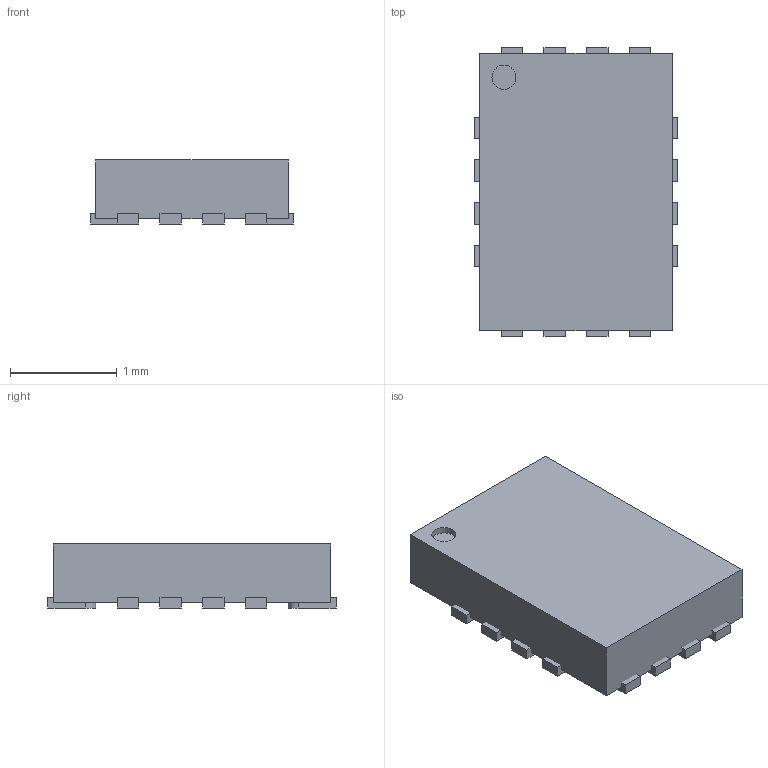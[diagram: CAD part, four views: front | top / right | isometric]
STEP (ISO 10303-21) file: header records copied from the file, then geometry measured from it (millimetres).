
FILE_DESCRIPTION(('FreeCAD Model'),'2;1');
FILE_NAME('1081635.1.1.stp','2020-04-09T21:12:20',( 'Author'),(''),'Open CASCADE STEP processor 6.9','FreeCAD','Unknown' );
FILE_SCHEMA(('AUTOMOTIVE_DESIGN { 1 0 10303 214 1 1 1 1 }'));
Length unit declared in the file: millimetre
Products named in the file (4): ASSEMBLY; Body; PinsArrayLR; PinsArrayTB
Assembly tree (3 placements, depth 2):
  ASSEMBLY
    Body
    PinsArrayLR
    PinsArrayTB
Bounding box: 1.9 x 2.7 x 0.6 mm (x, y, z)
Volume: 2.7 mm3; surface area: 18.9 mm2
Topology: 17 solids, 17 shells, 104 faces, 207 edges, 138 vertices
Faces by surface type: plane 87, cylinder 17
Full cylindrical faces by diameter (mm): 0.225 x1
Entity records: 5594 total; most frequent: CARTESIAN_POINT 963, DIRECTION 855, LINE 553, VECTOR 553, ORIENTED_EDGE 414, PCURVE 414, DEFINITIONAL_REPRESENTATION 414, EDGE_CURVE 207
